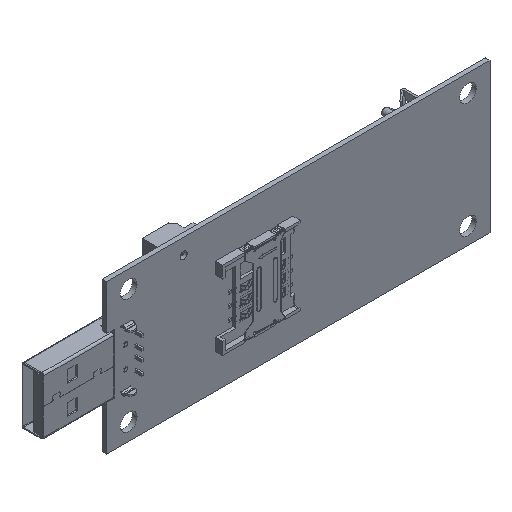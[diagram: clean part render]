
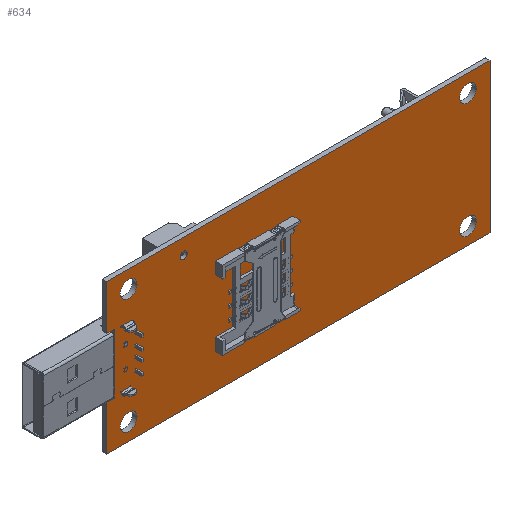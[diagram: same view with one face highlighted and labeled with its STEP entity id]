
A CAD part, isometric view. The second image highlights one B-rep face of the part: STEP entity #634.
In plain terms, the highlighted planar face has unit normal (0, -1, 0).
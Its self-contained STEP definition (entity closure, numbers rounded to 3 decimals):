
#50=CARTESIAN_POINT('',(4.6,0.,-12.05));
#51=DIRECTION('',(0.,1.,0.));
#52=DIRECTION('',(1.,0.,0.));
#53=AXIS2_PLACEMENT_3D('',#50,#51,#52);
#59=CARTESIAN_POINT('',(4.6,0.,-12.05));
#60=DIRECTION('',(0.,1.,0.));
#61=DIRECTION('',(-1.,0.,0.));
#62=AXIS2_PLACEMENT_3D('',#59,#60,#61);
#67=CARTESIAN_POINT('',(75.7,0.,-12.05));
#68=DIRECTION('',(0.,1.,0.));
#69=DIRECTION('',(1.,0.,0.));
#70=AXIS2_PLACEMENT_3D('',#67,#68,#69);
#75=CARTESIAN_POINT('',(75.7,0.,-12.05));
#76=DIRECTION('',(0.,1.,0.));
#77=DIRECTION('',(-1.,0.,0.));
#78=AXIS2_PLACEMENT_3D('',#75,#76,#77);
#83=CARTESIAN_POINT('',(4.6,0.,12.05));
#84=DIRECTION('',(0.,1.,0.));
#85=DIRECTION('',(1.,0.,0.));
#86=AXIS2_PLACEMENT_3D('',#83,#84,#85);
#91=CARTESIAN_POINT('',(4.6,0.,12.05));
#92=DIRECTION('',(0.,1.,0.));
#93=DIRECTION('',(-1.,0.,0.));
#94=AXIS2_PLACEMENT_3D('',#91,#92,#93);
#99=CARTESIAN_POINT('',(75.7,0.,12.05));
#100=DIRECTION('',(0.,1.,0.));
#101=DIRECTION('',(1.,0.,0.));
#102=AXIS2_PLACEMENT_3D('',#99,#100,#101);
#107=CARTESIAN_POINT('',(75.7,0.,12.05));
#108=DIRECTION('',(0.,1.,0.));
#109=DIRECTION('',(-1.,0.,0.));
#110=AXIS2_PLACEMENT_3D('',#107,#108,#109);
#115=DIRECTION('',(1.,0.,0.));
#116=VECTOR('',#115,1.6);
#117=CARTESIAN_POINT('',(0.,0.,6.25));
#118=LINE('',#117,#116);
#122=DIRECTION('',(0.,0.,1.));
#123=VECTOR('',#122,9.4);
#124=CARTESIAN_POINT('',(0.,0.,6.25));
#125=LINE('',#124,#123);
#129=DIRECTION('',(1.,0.,0.));
#130=VECTOR('',#129,80.3);
#131=CARTESIAN_POINT('',(0.,0.,15.65));
#132=LINE('',#131,#130);
#136=DIRECTION('',(0.,0.,-1.));
#137=VECTOR('',#136,31.3);
#138=CARTESIAN_POINT('',(80.3,0.,15.65));
#139=LINE('',#138,#137);
#143=DIRECTION('',(-1.,0.,0.));
#144=VECTOR('',#143,80.3);
#145=CARTESIAN_POINT('',(80.3,0.,-15.65));
#146=LINE('',#145,#144);
#150=DIRECTION('',(0.,0.,1.));
#151=VECTOR('',#150,9.4);
#152=CARTESIAN_POINT('',(0.,0.,-15.65));
#153=LINE('',#152,#151);
#157=DIRECTION('',(1.,0.,0.));
#158=VECTOR('',#157,1.6);
#159=CARTESIAN_POINT('',(0.,0.,-6.25));
#160=LINE('',#159,#158);
#164=DIRECTION('',(0.,0.,-1.));
#165=VECTOR('',#164,12.5);
#166=CARTESIAN_POINT('',(1.6,0.,6.25));
#167=LINE('',#166,#165);
#171=CARTESIAN_POINT('',(16.1,0.,12.39));
#172=DIRECTION('',(0.,1.,0.));
#173=DIRECTION('',(1.,0.,0.));
#174=AXIS2_PLACEMENT_3D('',#171,#172,#173);
#179=CARTESIAN_POINT('',(16.1,0.,12.39));
#180=DIRECTION('',(0.,1.,0.));
#181=DIRECTION('',(-1.,0.,0.));
#182=AXIS2_PLACEMENT_3D('',#179,#180,#181);
#187=CARTESIAN_POINT('',(4.,0.,2.25));
#188=DIRECTION('',(0.,1.,0.));
#189=DIRECTION('',(1.,0.,0.));
#190=AXIS2_PLACEMENT_3D('',#187,#188,#189);
#195=CARTESIAN_POINT('',(4.,0.,2.25));
#196=DIRECTION('',(0.,1.,0.));
#197=DIRECTION('',(-1.,0.,0.));
#198=AXIS2_PLACEMENT_3D('',#195,#196,#197);
#495=CARTESIAN_POINT('',(0.,0.,15.65));
#496=CARTESIAN_POINT('',(80.3,0.,15.65));
#497=VERTEX_POINT('',#495);
#498=VERTEX_POINT('',#496);
#499=CARTESIAN_POINT('',(80.3,0.,-15.65));
#500=VERTEX_POINT('',#499);
#501=CARTESIAN_POINT('',(0.,0.,-15.65));
#502=VERTEX_POINT('',#501);
#511=CARTESIAN_POINT('',(6.35,0.,-12.05));
#512=CARTESIAN_POINT('',(2.85,0.,-12.05));
#513=VERTEX_POINT('',#511);
#514=VERTEX_POINT('',#512);
#515=CARTESIAN_POINT('',(77.45,0.,-12.05));
#516=CARTESIAN_POINT('',(73.95,0.,-12.05));
#517=VERTEX_POINT('',#515);
#518=VERTEX_POINT('',#516);
#519=CARTESIAN_POINT('',(6.35,0.,12.05));
#520=CARTESIAN_POINT('',(2.85,0.,12.05));
#521=VERTEX_POINT('',#519);
#522=VERTEX_POINT('',#520);
#523=CARTESIAN_POINT('',(77.45,0.,12.05));
#524=CARTESIAN_POINT('',(73.95,0.,12.05));
#525=VERTEX_POINT('',#523);
#526=VERTEX_POINT('',#524);
#527=CARTESIAN_POINT('',(0.,0.,6.25));
#528=CARTESIAN_POINT('',(1.6,0.,6.25));
#529=VERTEX_POINT('',#527);
#530=VERTEX_POINT('',#528);
#531=CARTESIAN_POINT('',(1.6,0.,-6.25));
#532=VERTEX_POINT('',#531);
#533=CARTESIAN_POINT('',(0.,0.,-6.25));
#534=VERTEX_POINT('',#533);
#559=CARTESIAN_POINT('',(16.85,0.,12.39));
#560=CARTESIAN_POINT('',(15.35,0.,12.39));
#561=VERTEX_POINT('',#559);
#562=VERTEX_POINT('',#560);
#567=CARTESIAN_POINT('',(4.3,0.,2.25));
#568=CARTESIAN_POINT('',(3.7,0.,2.25));
#569=VERTEX_POINT('',#567);
#570=VERTEX_POINT('',#568);
#575=CARTESIAN_POINT('',(0.,0.,0.));
#576=DIRECTION('',(0.,1.,0.));
#577=DIRECTION('',(1.,0.,0.));
#578=AXIS2_PLACEMENT_3D('',#575,#576,#577);
#579=PLANE('',#578);
#581=ORIENTED_EDGE('',*,*,#580,.F.);
#583=ORIENTED_EDGE('',*,*,#582,.T.);
#585=ORIENTED_EDGE('',*,*,#584,.T.);
#587=ORIENTED_EDGE('',*,*,#586,.T.);
#589=ORIENTED_EDGE('',*,*,#588,.T.);
#591=ORIENTED_EDGE('',*,*,#590,.T.);
#593=ORIENTED_EDGE('',*,*,#592,.T.);
#595=ORIENTED_EDGE('',*,*,#594,.F.);
#596=EDGE_LOOP('',(#581,#583,#585,#587,#589,#591,#593,#595));
#597=FACE_OUTER_BOUND('',#596,.F.);
#599=ORIENTED_EDGE('',*,*,#598,.F.);
#601=ORIENTED_EDGE('',*,*,#600,.F.);
#602=EDGE_LOOP('',(#599,#601));
#603=FACE_BOUND('',#602,.F.);
#605=ORIENTED_EDGE('',*,*,#604,.F.);
#607=ORIENTED_EDGE('',*,*,#606,.F.);
#608=EDGE_LOOP('',(#605,#607));
#609=FACE_BOUND('',#608,.F.);
#611=ORIENTED_EDGE('',*,*,#610,.F.);
#613=ORIENTED_EDGE('',*,*,#612,.F.);
#614=EDGE_LOOP('',(#611,#613));
#615=FACE_BOUND('',#614,.F.);
#617=ORIENTED_EDGE('',*,*,#616,.F.);
#619=ORIENTED_EDGE('',*,*,#618,.F.);
#620=EDGE_LOOP('',(#617,#619));
#621=FACE_BOUND('',#620,.F.);
#623=ORIENTED_EDGE('',*,*,#622,.F.);
#625=ORIENTED_EDGE('',*,*,#624,.F.);
#626=EDGE_LOOP('',(#623,#625));
#627=FACE_BOUND('',#626,.F.);
#629=ORIENTED_EDGE('',*,*,#628,.F.);
#631=ORIENTED_EDGE('',*,*,#630,.F.);
#632=EDGE_LOOP('',(#629,#631));
#633=FACE_BOUND('',#632,.F.);
#54=CIRCLE('',#53,1.75);
#63=CIRCLE('',#62,1.75);
#71=CIRCLE('',#70,1.75);
#79=CIRCLE('',#78,1.75);
#87=CIRCLE('',#86,1.75);
#95=CIRCLE('',#94,1.75);
#103=CIRCLE('',#102,1.75);
#111=CIRCLE('',#110,1.75);
#175=CIRCLE('',#174,0.75);
#183=CIRCLE('',#182,0.75);
#191=CIRCLE('',#190,0.3);
#199=CIRCLE('',#198,0.3);
#580=EDGE_CURVE('',#529,#530,#118,.T.);
#582=EDGE_CURVE('',#529,#497,#125,.T.);
#584=EDGE_CURVE('',#497,#498,#132,.T.);
#586=EDGE_CURVE('',#498,#500,#139,.T.);
#588=EDGE_CURVE('',#500,#502,#146,.T.);
#590=EDGE_CURVE('',#502,#534,#153,.T.);
#592=EDGE_CURVE('',#534,#532,#160,.T.);
#594=EDGE_CURVE('',#530,#532,#167,.T.);
#598=EDGE_CURVE('',#517,#518,#71,.T.);
#600=EDGE_CURVE('',#518,#517,#79,.T.);
#604=EDGE_CURVE('',#521,#522,#87,.T.);
#606=EDGE_CURVE('',#522,#521,#95,.T.);
#610=EDGE_CURVE('',#525,#526,#103,.T.);
#612=EDGE_CURVE('',#526,#525,#111,.T.);
#616=EDGE_CURVE('',#513,#514,#54,.T.);
#618=EDGE_CURVE('',#514,#513,#63,.T.);
#622=EDGE_CURVE('',#561,#562,#175,.T.);
#624=EDGE_CURVE('',#562,#561,#183,.T.);
#628=EDGE_CURVE('',#569,#570,#191,.T.);
#630=EDGE_CURVE('',#570,#569,#199,.T.);
#634=ADVANCED_FACE('',(#597,#603,#609,#615,#621,#627,#633),#579,.F.);
